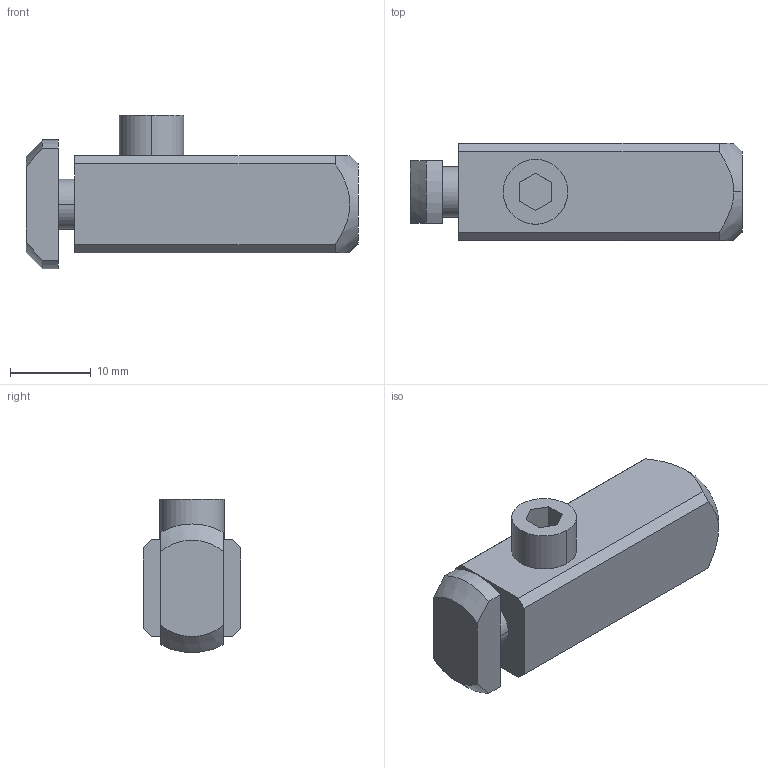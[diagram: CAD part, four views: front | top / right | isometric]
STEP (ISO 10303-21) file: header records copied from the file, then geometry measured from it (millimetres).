
FILE_DESCRIPTION(('Creo Elements/Direct Modeling STEP Export'),'2;1');
FILE_NAME('33.0040_Profilverbinder-MMS-33_Standardverbinder-T-Hammer.stp','2022-03-18T13:57:04',(''),(''),'PTC Creo Elements/Direct Modeling STEP processor for AP214 (Solid Model)','PTC Creo Elements/Direct Modeling 19.0C 15-Aug-2015 (C) Parametric Technology GmbH','');
FILE_SCHEMA(('AUTOMOTIVE_DESIGN { 1 0 10303 214 1 1 1 1 }'));
Length unit declared in the file: millimetre
Products named in the file (5): Hammer-MMS-33_T-Hammer_96.3005_PX175911; Spannschraube-MMS-33_M8x12-45H-verz_96.3003_PX175910; Druckfeder-DIN2098_D6x04x16_96.3002_PX173339; Verbinderklotz-MMS-33_96.3001_PX175916; Profilverbinder-MMS-33_Standardverbinder-T-Hammer_33.0040_PX175918
Assembly tree (4 placements, depth 2):
  Profilverbinder-MMS-33_Standardverbinder-T-Hammer_33.0040_PX175918
    Verbinderklotz-MMS-33_96.3001_PX175916
    Druckfeder-DIN2098_D6x04x16_96.3002_PX173339
    Spannschraube-MMS-33_M8x12-45H-verz_96.3003_PX175910
    Hammer-MMS-33_T-Hammer_96.3005_PX175911
Bounding box: 41 x 12 x 18.95 mm (x, y, z)
Volume: 5213 mm3; surface area: 3810.4 mm2
Topology: 4 solids, 4 shells, 66 faces, 166 edges, 105 vertices
Faces by surface type: plane 26, cylinder 16, cone 14, bspline 10
Entity records: 5620 total; most frequent: CARTESIAN_POINT 4029, ORIENTED_EDGE 320, DIRECTION 226, EDGE_CURVE 160, VERTEX_POINT 105, AXIS2_PLACEMENT_3D 81, EDGE_LOOP 71, FACE_OUTER_BOUND 66
